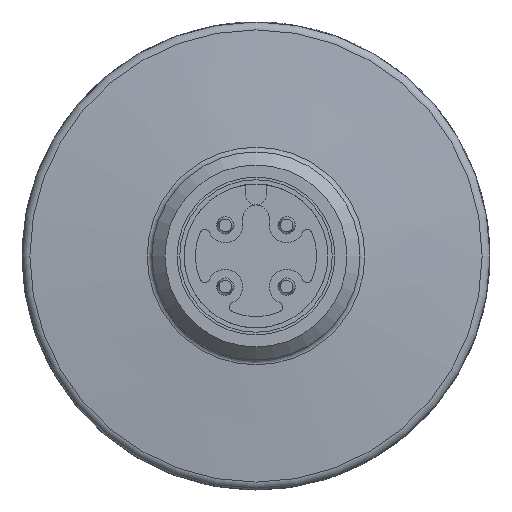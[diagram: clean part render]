
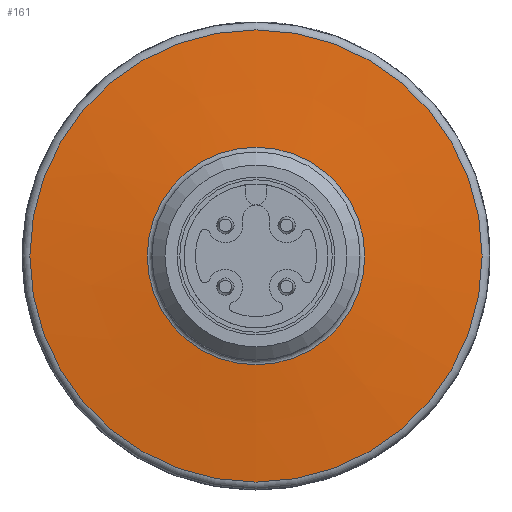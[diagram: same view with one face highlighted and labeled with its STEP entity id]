
A CAD part, front view. The second image highlights one B-rep face of the part: STEP entity #161.
In plain terms, the highlighted conical face has half-angle 85 degrees and reference radius 6 mm.
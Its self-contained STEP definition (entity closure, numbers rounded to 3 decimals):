
#161 = ADVANCED_FACE( '', ( #423, #424 ), #425, .T. );
#423 = FACE_BOUND( '', #835, .T. );
#424 = FACE_OUTER_BOUND( '', #836, .T. );
#425 = CONICAL_SURFACE( '', #837, 6., 1.484 );
#835 = EDGE_LOOP( '', ( #1306 ) );
#836 = EDGE_LOOP( '', ( #1307 ) );
#837 = AXIS2_PLACEMENT_3D( '', #1308, #1309, #1310 );
#1306 = ORIENTED_EDGE( '', *, *, #2109, .T. );
#1307 = ORIENTED_EDGE( '', *, *, #2110, .T. );
#1308 = CARTESIAN_POINT( '', ( -0.018, -5.5, 0.032 ) );
#1309 = DIRECTION( '', ( 0., 1., 0. ) );
#1310 = DIRECTION( '', ( 0., 0., -1. ) );
#2109 = EDGE_CURVE( '', #2461, #2461, #2462, .T. );
#2110 = EDGE_CURVE( '', #2463, #2463, #2464, .T. );
#2461 = VERTEX_POINT( '', #2998 );
#2462 = CIRCLE( '', #2999, 6.274 );
#2463 = VERTEX_POINT( '', #3000 );
#2464 = CIRCLE( '', #3001, 13.044 );
#2998 = CARTESIAN_POINT( '', ( -0.018, -5.476, -6.242 ) );
#2999 = AXIS2_PLACEMENT_3D( '', #3603, #3604, #3605 );
#3000 = CARTESIAN_POINT( '', ( -0.018, -4.884, 13.076 ) );
#3001 = AXIS2_PLACEMENT_3D( '', #3606, #3607, #3608 );
#3603 = CARTESIAN_POINT( '', ( -0.018, -5.476, 0.032 ) );
#3604 = DIRECTION( '', ( 0., 1., 0. ) );
#3605 = DIRECTION( '', ( 0., 0., -1. ) );
#3606 = CARTESIAN_POINT( '', ( -0.018, -4.884, 0.032 ) );
#3607 = DIRECTION( '', ( 0., -1., 0. ) );
#3608 = DIRECTION( '', ( 0., 0., 1. ) );
